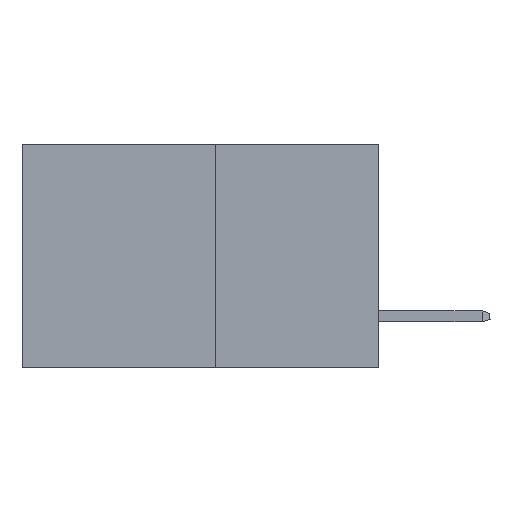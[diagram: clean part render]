
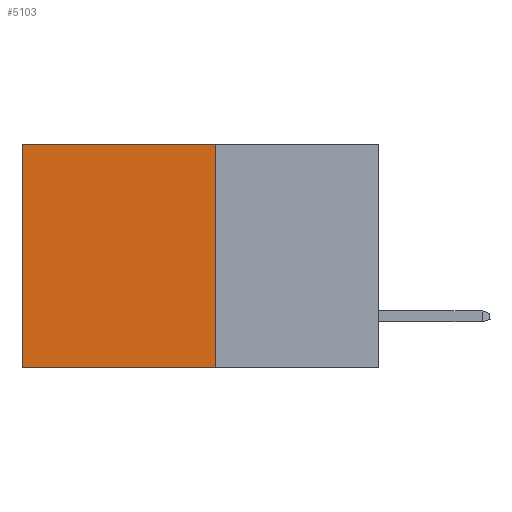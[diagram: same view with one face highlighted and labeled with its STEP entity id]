
A CAD part, left-side view. The second image highlights one B-rep face of the part: STEP entity #5103.
In plain terms, the highlighted planar face has unit normal (-1, 0, 0).
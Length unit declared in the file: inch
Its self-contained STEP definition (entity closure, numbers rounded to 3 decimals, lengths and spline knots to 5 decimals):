
#565 = EDGE_CURVE ( 'NONE', #2820, #2446, #15299, .T. ) ;
#1110 = CARTESIAN_POINT ( 'NONE',  ( 0.277, 0.27, 0. ) ) ;
#1231 = CARTESIAN_POINT ( 'NONE',  ( 0.277, 0.59, -0.37 ) ) ;
#1497 = DIRECTION ( 'NONE',  ( 0., 1., 0. ) ) ;
#2446 = VERTEX_POINT ( 'NONE', #11889 ) ;
#2587 = ORIENTED_EDGE ( 'NONE', *, *, #8181, .T. ) ;
#2657 = DIRECTION ( 'NONE',  ( 0., 0., -1. ) ) ;
#2781 = VECTOR ( 'NONE', #11048, 39.37008 ) ;
#2820 = VERTEX_POINT ( 'NONE', #6613 ) ;
#2862 = EDGE_LOOP ( 'NONE', ( #2587, #9162, #15538, #3440 ) ) ;
#3440 = ORIENTED_EDGE ( 'NONE', *, *, #11641, .T. ) ;
#3940 = DIRECTION ( 'NONE',  ( 0., 0., -1. ) ) ;
#3957 = DIRECTION ( 'NONE',  ( 1., 0., 0. ) ) ;
#3960 = CARTESIAN_POINT ( 'NONE',  ( 0.277, 0.27, -0.37 ) ) ;
#4113 = PLANE ( 'NONE',  #4807 ) ;
#4630 = FACE_OUTER_BOUND ( 'NONE', #2862, .T. ) ;
#4721 = CARTESIAN_POINT ( 'NONE',  ( 0.277, 0.59, 0. ) ) ;
#4800 = CARTESIAN_POINT ( 'NONE',  ( 0.277, 0.27, 0. ) ) ;
#4807 = AXIS2_PLACEMENT_3D ( 'NONE', #3960, #3957, #3940 ) ;
#4884 = DIRECTION ( 'NONE',  ( 0., 0., -1. ) ) ;
#5103 = ADVANCED_FACE ( 'NONE', ( #4630 ), #4113, .F. ) ;
#5369 = VECTOR ( 'NONE', #2657, 39.37008 ) ;
#5936 = LINE ( 'NONE', #12109, #8814 ) ;
#6461 = LINE ( 'NONE', #1110, #2781 ) ;
#6613 = CARTESIAN_POINT ( 'NONE',  ( 0.277, 0.27, -0.37 ) ) ;
#7326 = VERTEX_POINT ( 'NONE', #4800 ) ;
#7923 = VERTEX_POINT ( 'NONE', #4721 ) ;
#8181 = EDGE_CURVE ( 'NONE', #7923, #2446, #8638, .T. ) ;
#8638 = LINE ( 'NONE', #1231, #5369 ) ;
#8814 = VECTOR ( 'NONE', #4884, 39.37008 ) ;
#9162 = ORIENTED_EDGE ( 'NONE', *, *, #565, .F. ) ;
#9239 = EDGE_CURVE ( 'NONE', #7326, #2820, #5936, .T. ) ;
#10949 = CARTESIAN_POINT ( 'NONE',  ( 0.277, 0.27, -0.37 ) ) ;
#11048 = DIRECTION ( 'NONE',  ( 0., 1., 0. ) ) ;
#11641 = EDGE_CURVE ( 'NONE', #7326, #7923, #6461, .T. ) ;
#11889 = CARTESIAN_POINT ( 'NONE',  ( 0.277, 0.59, -0.37 ) ) ;
#12109 = CARTESIAN_POINT ( 'NONE',  ( 0.277, 0.27, -0.37 ) ) ;
#14619 = VECTOR ( 'NONE', #1497, 39.37008 ) ;
#15299 = LINE ( 'NONE', #10949, #14619 ) ;
#15538 = ORIENTED_EDGE ( 'NONE', *, *, #9239, .F. ) ;
